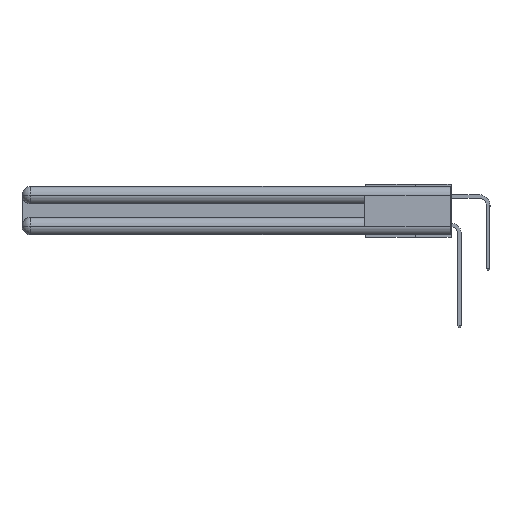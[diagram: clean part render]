
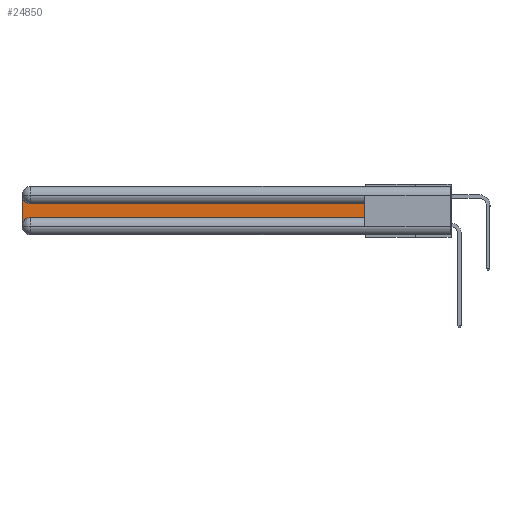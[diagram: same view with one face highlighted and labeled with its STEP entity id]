
A CAD part, left-side view. The second image highlights one B-rep face of the part: STEP entity #24850.
In plain terms, the highlighted planar face has unit normal (-1, 0, 0).
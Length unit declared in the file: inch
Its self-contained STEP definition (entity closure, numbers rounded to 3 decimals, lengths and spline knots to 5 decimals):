
#35 = LINE ( 'NONE', #19732, #19194 ) ;
#193 = EDGE_CURVE ( 'NONE', #14650, #10138, #35, .T. ) ;
#515 = CIRCLE ( 'NONE', #21999, 0.06 ) ;
#1348 = EDGE_CURVE ( 'NONE', #10138, #15077, #19825, .T. ) ;
#1421 = FACE_OUTER_BOUND ( 'NONE', #12265, .T. ) ;
#1440 = AXIS2_PLACEMENT_3D ( 'NONE', #31509, #13753, #31409 ) ;
#4556 = DIRECTION ( 'NONE',  ( 0., 0., -1. ) ) ;
#5096 = VECTOR ( 'NONE', #26497, 39.37008 ) ;
#5578 = LINE ( 'NONE', #25506, #31839 ) ;
#7984 = EDGE_CURVE ( 'NONE', #14090, #22535, #5578, .T. ) ;
#9746 = DIRECTION ( 'NONE',  ( 0., 0., -1. ) ) ;
#10138 = VERTEX_POINT ( 'NONE', #29003 ) ;
#10501 = VERTEX_POINT ( 'NONE', #23112 ) ;
#10870 = CARTESIAN_POINT ( 'NONE',  ( 0.075, 0.6, -0.2175 ) ) ;
#12113 = CARTESIAN_POINT ( 'NONE',  ( 0.075, 2.94, -0.0625 ) ) ;
#12265 = EDGE_LOOP ( 'NONE', ( #24214, #16925, #23236, #13491, #23380, #22968 ) ) ;
#12328 = DIRECTION ( 'NONE',  ( 1., 0., 0. ) ) ;
#13491 = ORIENTED_EDGE ( 'NONE', *, *, #1348, .T. ) ;
#13584 = EDGE_CURVE ( 'NONE', #22535, #14650, #515, .T. ) ;
#13753 = DIRECTION ( 'NONE',  ( 1., 0., 0. ) ) ;
#14090 = VERTEX_POINT ( 'NONE', #24386 ) ;
#14426 = CARTESIAN_POINT ( 'NONE',  ( 0.075, 3., -0.1225 ) ) ;
#14650 = VERTEX_POINT ( 'NONE', #17278 ) ;
#15077 = VERTEX_POINT ( 'NONE', #22167 ) ;
#15358 = EDGE_CURVE ( 'NONE', #10501, #14090, #17192, .T. ) ;
#15570 = CARTESIAN_POINT ( 'NONE',  ( 0.075, 2.94, -0.1225 ) ) ;
#16925 = ORIENTED_EDGE ( 'NONE', *, *, #13584, .T. ) ;
#17192 = LINE ( 'NONE', #23978, #5096 ) ;
#17278 = CARTESIAN_POINT ( 'NONE',  ( 0.075, 3., -0.0625 ) ) ;
#19194 = VECTOR ( 'NONE', #29915, 39.37008 ) ;
#19732 = CARTESIAN_POINT ( 'NONE',  ( 0.075, 3., -0.2175 ) ) ;
#19825 = CIRCLE ( 'NONE', #1440, 0.06 ) ;
#20233 = DIRECTION ( 'NONE',  ( 0., 1., 0. ) ) ;
#20327 = AXIS2_PLACEMENT_3D ( 'NONE', #14426, #26873, #4556 ) ;
#21999 = AXIS2_PLACEMENT_3D ( 'NONE', #12113, #12328, #9746 ) ;
#22167 = CARTESIAN_POINT ( 'NONE',  ( 0.075, 2.94, -0.2175 ) ) ;
#22278 = VECTOR ( 'NONE', #25577, 39.37008 ) ;
#22535 = VERTEX_POINT ( 'NONE', #15570 ) ;
#22968 = ORIENTED_EDGE ( 'NONE', *, *, #15358, .T. ) ;
#23112 = CARTESIAN_POINT ( 'NONE',  ( 0.075, 0.6, -0.2175 ) ) ;
#23236 = ORIENTED_EDGE ( 'NONE', *, *, #193, .T. ) ;
#23380 = ORIENTED_EDGE ( 'NONE', *, *, #29281, .T. ) ;
#23978 = CARTESIAN_POINT ( 'NONE',  ( 0.075, 0.6, -0.2175 ) ) ;
#24214 = ORIENTED_EDGE ( 'NONE', *, *, #7984, .T. ) ;
#24386 = CARTESIAN_POINT ( 'NONE',  ( 0.075, 0.6, -0.1225 ) ) ;
#24850 = ADVANCED_FACE ( 'NONE', ( #1421 ), #29544, .F. ) ;
#25506 = CARTESIAN_POINT ( 'NONE',  ( 0.075, 0.6, -0.1225 ) ) ;
#25577 = DIRECTION ( 'NONE',  ( 0., -1., 0. ) ) ;
#26497 = DIRECTION ( 'NONE',  ( 0., 0., 1. ) ) ;
#26873 = DIRECTION ( 'NONE',  ( 1., 0., 0. ) ) ;
#29003 = CARTESIAN_POINT ( 'NONE',  ( 0.075, 3., -0.2775 ) ) ;
#29281 = EDGE_CURVE ( 'NONE', #15077, #10501, #32144, .T. ) ;
#29544 = PLANE ( 'NONE',  #20327 ) ;
#29915 = DIRECTION ( 'NONE',  ( 0., 0., -1. ) ) ;
#31409 = DIRECTION ( 'NONE',  ( 0., 0., -1. ) ) ;
#31509 = CARTESIAN_POINT ( 'NONE',  ( 0.075, 2.94, -0.2775 ) ) ;
#31839 = VECTOR ( 'NONE', #20233, 39.37008 ) ;
#32144 = LINE ( 'NONE', #10870, #22278 ) ;
